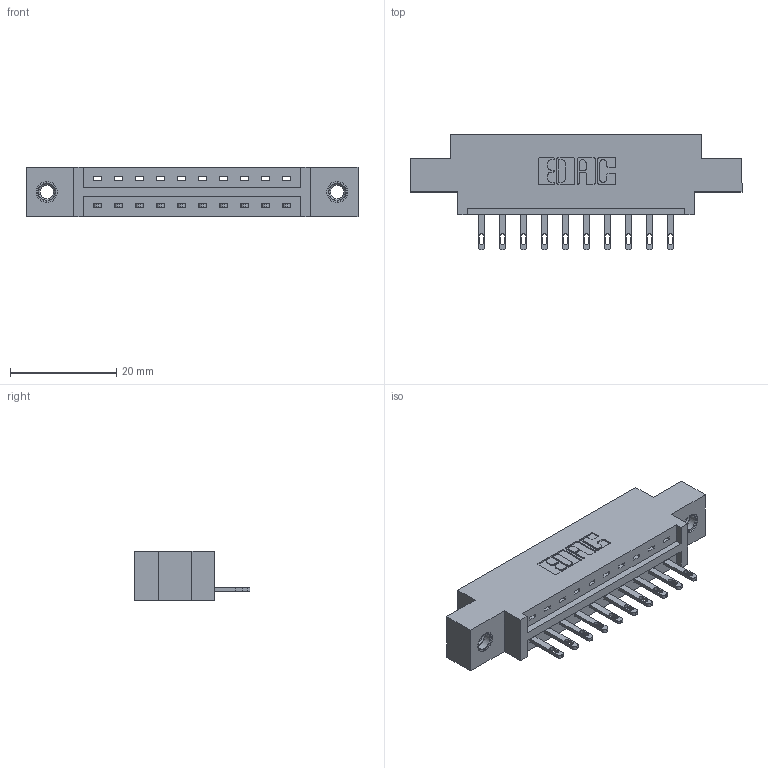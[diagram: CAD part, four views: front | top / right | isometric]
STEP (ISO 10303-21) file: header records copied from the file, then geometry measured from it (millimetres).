
FILE_DESCRIPTION (( 'STEP AP203' ), '1' );
FILE_NAME ('887-010-500-607.STEP', '2020-09-20T16:05:39', ( '' ), ( '' ), 'SwSTEP 2.0', 'SolidWorks 2020', '' );
FILE_SCHEMA (( 'CONFIG_CONTROL_DESIGN' ));
Length unit declared in the file: inch
Products named in the file (4): 887-010-500-607; 345-292-001_345-293-100; 837 Part_0.170 Offset - 0.156 Dia-TI; 345-250-001_345-250-005-103
Assembly tree (13 placements, depth 2):
  887-010-500-607
    837 Part_0.170 Offset - 0.156 Dia-TI
    345-292-001_345-293-100  x10
    345-250-001_345-250-005-103  x2
Bounding box: 62.64 x 21.85 x 9.4 mm (x, y, z)
Volume: 5984.7 mm3; surface area: 6167.5 mm2
Topology: 13 solids, 13 shells, 758 faces, 2259 edges, 1498 vertices
Faces by surface type: plane 506, cylinder 236, cone 12, torus 4
Entity records: 12820 total; most frequent: CARTESIAN_POINT 2211, ORIENTED_EDGE 2150, DIRECTION 1961, EDGE_CURVE 1075, VECTOR 923, LINE 923, VERTEX_POINT 712, AXIS2_PLACEMENT_3D 519
